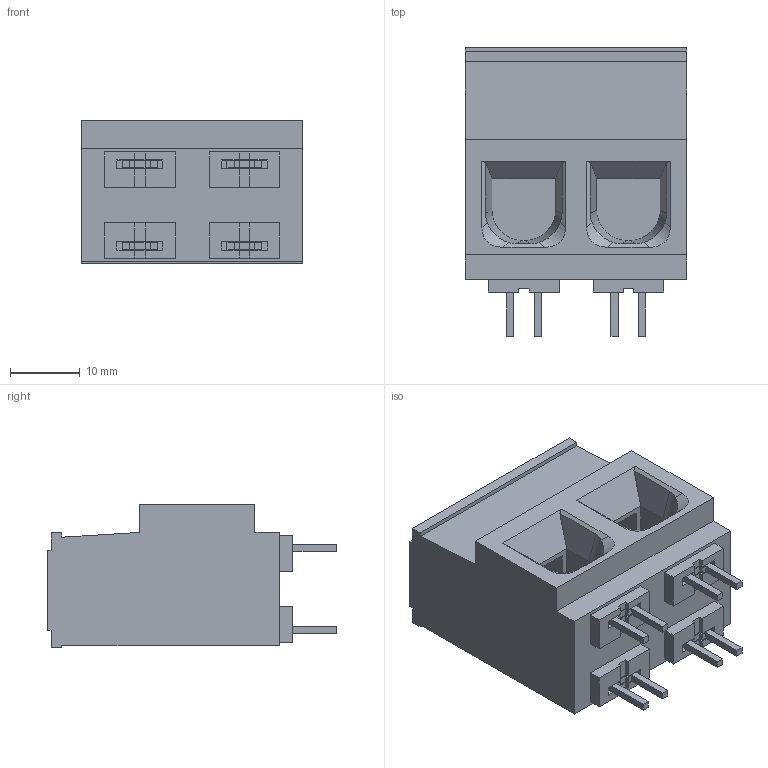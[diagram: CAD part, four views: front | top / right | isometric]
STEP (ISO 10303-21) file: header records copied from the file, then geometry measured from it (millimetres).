
FILE_DESCRIPTION((''),'2;1');
FILE_NAME('399200302','2014-11-11T',('me'),(''),'PRO/ENGINEER BY PARAMETRIC TECHNOLOGY CORPORATION, 2011490','PRO/ENGINEER BY PARAMETRIC TECHNOLOGY CORPORATION, 2011490','');
FILE_SCHEMA(('CONFIG_CONTROL_DESIGN'));
Length unit declared in the file: inch
Products named in the file (1): 399200302
Bounding box: 31.75 x 41.4 x 20.62 mm (x, y, z)
Volume: 14845.4 mm3; surface area: 9075.7 mm2
Topology: 1 solids, 1 shells, 282 faces, 825 edges, 558 vertices
Faces by surface type: plane 234, cylinder 36, cone 8, sphere 4
Entity records: 9434 total; most frequent: CARTESIAN_POINT 1824, ORIENTED_EDGE 1580, DIRECTION 1503, EDGE_CURVE 790, VECTOR 665, LINE 665, VERTEX_POINT 520, AXIS2_PLACEMENT_3D 419
